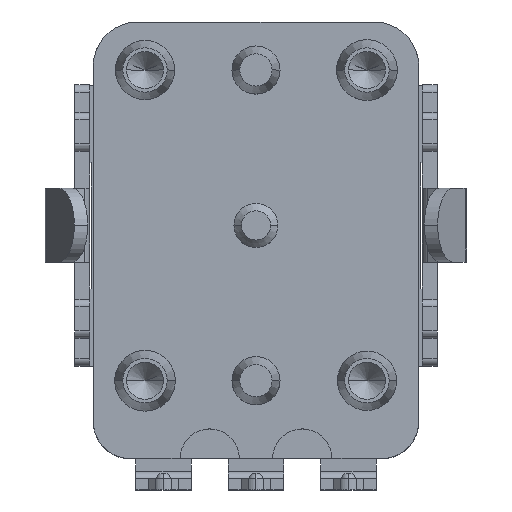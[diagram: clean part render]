
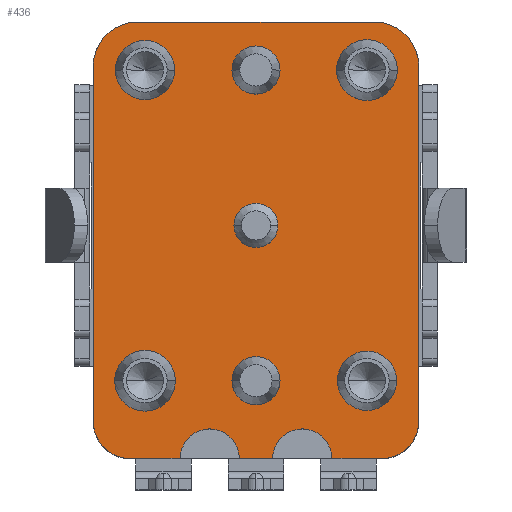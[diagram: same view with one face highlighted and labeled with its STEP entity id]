
A CAD part, top view. The second image highlights one B-rep face of the part: STEP entity #436.
In plain terms, the highlighted planar face has unit normal (0, 0, 1).
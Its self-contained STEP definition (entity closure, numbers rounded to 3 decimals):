
#436=ADVANCED_FACE('NONE',(#1045,#1046,#1047,#1048,#1049,#1050,#1051,#1052),#1053,.T.);
#1045=FACE_OUTER_BOUND('',#1843,.T.);
#1046=FACE_BOUND('',#1844,.T.);
#1047=FACE_BOUND('',#1845,.T.);
#1048=FACE_BOUND('',#1846,.T.);
#1049=FACE_BOUND('',#1847,.T.);
#1050=FACE_BOUND('',#1848,.T.);
#1051=FACE_BOUND('',#1849,.T.);
#1052=FACE_BOUND('',#1850,.T.);
#1053=PLANE('',#1851);
#1843=EDGE_LOOP('',(#3034,#3035,#3036,#3037,#3038,#3039,#3040,#3041,#3042,#3043,#3044,#3045));
#1844=EDGE_LOOP('',(#3046,#3047));
#1845=EDGE_LOOP('',(#3048,#3049));
#1846=EDGE_LOOP('',(#3050,#3051));
#1847=EDGE_LOOP('',(#3052,#3053));
#1848=EDGE_LOOP('',(#3054,#3055));
#1849=EDGE_LOOP('',(#3056,#3057));
#1850=EDGE_LOOP('',(#3058,#3059));
#1851=AXIS2_PLACEMENT_3D('',#3060,#3061,#3062);
#3034=ORIENTED_EDGE('',*,*,#5101,.F.);
#3035=ORIENTED_EDGE('',*,*,#5086,.T.);
#3036=ORIENTED_EDGE('',*,*,#5102,.T.);
#3037=ORIENTED_EDGE('',*,*,#5103,.T.);
#3038=ORIENTED_EDGE('',*,*,#5104,.T.);
#3039=ORIENTED_EDGE('',*,*,#5105,.T.);
#3040=ORIENTED_EDGE('',*,*,#5106,.T.);
#3041=ORIENTED_EDGE('',*,*,#5107,.T.);
#3042=ORIENTED_EDGE('',*,*,#5108,.T.);
#3043=ORIENTED_EDGE('',*,*,#5080,.T.);
#3044=ORIENTED_EDGE('',*,*,#5109,.F.);
#3045=ORIENTED_EDGE('',*,*,#5076,.T.);
#3046=ORIENTED_EDGE('',*,*,#5014,.F.);
#3047=ORIENTED_EDGE('',*,*,#4872,.F.);
#3048=ORIENTED_EDGE('',*,*,#5009,.F.);
#3049=ORIENTED_EDGE('',*,*,#4881,.F.);
#3050=ORIENTED_EDGE('',*,*,#5020,.F.);
#3051=ORIENTED_EDGE('',*,*,#4860,.F.);
#3052=ORIENTED_EDGE('',*,*,#5033,.F.);
#3053=ORIENTED_EDGE('',*,*,#4837,.F.);
#3054=ORIENTED_EDGE('',*,*,#5028,.F.);
#3055=ORIENTED_EDGE('',*,*,#4846,.F.);
#3056=ORIENTED_EDGE('',*,*,#5039,.F.);
#3057=ORIENTED_EDGE('',*,*,#4825,.F.);
#3058=ORIENTED_EDGE('',*,*,#4921,.T.);
#3059=ORIENTED_EDGE('',*,*,#4974,.T.);
#3060=CARTESIAN_POINT('',(-3.2,4.3,4.48));
#3061=DIRECTION('',(0.0,0.0,1.0));
#3062=DIRECTION('',(1.0,0.0,0.0));
#4825=EDGE_CURVE('NONE',#5796,#5794,#5798,.T.);
#4837=EDGE_CURVE('NONE',#5816,#5818,#5819,.T.);
#4846=EDGE_CURVE('NONE',#5831,#5833,#5834,.T.);
#4860=EDGE_CURVE('NONE',#5855,#5853,#5857,.T.);
#4872=EDGE_CURVE('NONE',#5875,#5877,#5878,.T.);
#4881=EDGE_CURVE('NONE',#5890,#5892,#5893,.T.);
#4921=EDGE_CURVE('NONE',#5959,#5961,#5963,.T.);
#4974=EDGE_CURVE('NONE',#5961,#5959,#6042,.T.);
#5009=EDGE_CURVE('NONE',#5892,#5890,#6087,.T.);
#5014=EDGE_CURVE('NONE',#5877,#5875,#6092,.T.);
#5020=EDGE_CURVE('NONE',#5853,#5855,#6098,.T.);
#5028=EDGE_CURVE('NONE',#5833,#5831,#6106,.T.);
#5033=EDGE_CURVE('NONE',#5818,#5816,#6111,.T.);
#5039=EDGE_CURVE('NONE',#5794,#5796,#6117,.T.);
#5076=EDGE_CURVE('NONE',#6181,#6179,#6182,.T.);
#5080=EDGE_CURVE('NONE',#6189,#6187,#6190,.T.);
#5086=EDGE_CURVE('NONE',#6199,#6197,#6200,.T.);
#5101=EDGE_CURVE('NONE',#6199,#6179,#6227,.T.);
#5102=EDGE_CURVE('NONE',#6197,#6228,#6229,.T.);
#5103=EDGE_CURVE('NONE',#6228,#6230,#6231,.T.);
#5104=EDGE_CURVE('NONE',#6230,#6232,#6233,.T.);
#5105=EDGE_CURVE('NONE',#6232,#6234,#6235,.T.);
#5106=EDGE_CURVE('NONE',#6234,#6236,#6237,.T.);
#5107=EDGE_CURVE('NONE',#6236,#6238,#6239,.T.);
#5108=EDGE_CURVE('NONE',#6238,#6189,#6240,.T.);
#5109=EDGE_CURVE('NONE',#6181,#6187,#6241,.T.);
#5794=VERTEX_POINT('NONE',#7184);
#5796=VERTEX_POINT('',#7187);
#5798=CIRCLE('',#7190,0.82);
#5816=VERTEX_POINT('',#7212);
#5818=VERTEX_POINT('NONE',#7215);
#5819=CIRCLE('',#7216,0.8);
#5831=VERTEX_POINT('',#7231);
#5833=VERTEX_POINT('NONE',#7234);
#5834=CIRCLE('',#7235,0.65);
#5853=VERTEX_POINT('NONE',#7259);
#5855=VERTEX_POINT('',#7262);
#5857=CIRCLE('',#7265,0.82);
#5875=VERTEX_POINT('',#7287);
#5877=VERTEX_POINT('NONE',#7290);
#5878=CIRCLE('',#7291,0.8);
#5890=VERTEX_POINT('',#7306);
#5892=VERTEX_POINT('NONE',#7309);
#5893=CIRCLE('',#7310,0.65);
#5959=VERTEX_POINT('NONE',#7391);
#5961=VERTEX_POINT('',#7394);
#5963=CIRCLE('',#7397,0.595);
#6042=CIRCLE('',#7494,0.595);
#6087=CIRCLE('',#7550,0.65);
#6092=CIRCLE('',#7555,0.8);
#6098=CIRCLE('',#7561,0.82);
#6106=CIRCLE('',#7569,0.65);
#6111=CIRCLE('',#7574,0.8);
#6117=CIRCLE('',#7580,0.82);
#6179=VERTEX_POINT('NONE',#7659);
#6181=VERTEX_POINT('NONE',#7662);
#6182=LINE('',#7663,#7664);
#6187=VERTEX_POINT('NONE',#7671);
#6189=VERTEX_POINT('NONE',#7674);
#6190=LINE('',#7675,#7676);
#6197=VERTEX_POINT('NONE',#7687);
#6199=VERTEX_POINT('NONE',#7690);
#6200=LINE('',#7691,#7692);
#6227=CIRCLE('',#7732,0.8);
#6228=VERTEX_POINT('NONE',#7733);
#6229=CIRCLE('',#7734,1.0);
#6230=VERTEX_POINT('NONE',#7735);
#6231=LINE('',#7736,#7737);
#6232=VERTEX_POINT('NONE',#7738);
#6233=CIRCLE('',#7739,1.2);
#6234=VERTEX_POINT('NONE',#7740);
#6235=LINE('',#7741,#7742);
#6236=VERTEX_POINT('NONE',#7743);
#6237=CIRCLE('',#7744,1.2);
#6238=VERTEX_POINT('NONE',#7745);
#6239=LINE('',#7746,#7747);
#6240=CIRCLE('',#7748,1.0);
#6241=CIRCLE('',#7749,0.8);
#7184=CARTESIAN_POINT('',(2.18,4.2,4.48));
#7187=CARTESIAN_POINT('',(3.82,4.2,4.48));
#7190=AXIS2_PLACEMENT_3D('',#9072,#9073,#9074);
#7212=CARTESIAN_POINT('',(-2.2,4.2,4.48));
#7215=CARTESIAN_POINT('',(-3.8,4.2,4.48));
#7216=AXIS2_PLACEMENT_3D('',#9089,#9090,#9091);
#7231=CARTESIAN_POINT('',(0.65,4.2,4.48));
#7234=CARTESIAN_POINT('',(-0.65,4.2,4.48));
#7235=AXIS2_PLACEMENT_3D('',#9102,#9103,#9104);
#7259=CARTESIAN_POINT('',(-2.18,-4.2,4.48));
#7262=CARTESIAN_POINT('',(-3.82,-4.2,4.48));
#7265=AXIS2_PLACEMENT_3D('',#9121,#9122,#9123);
#7287=CARTESIAN_POINT('',(2.2,-4.2,4.48));
#7290=CARTESIAN_POINT('',(3.8,-4.2,4.48));
#7291=AXIS2_PLACEMENT_3D('',#9138,#9139,#9140);
#7306=CARTESIAN_POINT('',(-0.65,-4.2,4.48));
#7309=CARTESIAN_POINT('',(0.65,-4.2,4.48));
#7310=AXIS2_PLACEMENT_3D('',#9151,#9152,#9153);
#7391=CARTESIAN_POINT('',(0.595,0.,4.48));
#7394=CARTESIAN_POINT('',(-0.595,0.,4.48));
#7397=AXIS2_PLACEMENT_3D('',#9213,#9214,#9215);
#7494=AXIS2_PLACEMENT_3D('',#9294,#9295,#9296);
#7550=AXIS2_PLACEMENT_3D('',#9358,#9359,#9360);
#7555=AXIS2_PLACEMENT_3D('',#9367,#9368,#9369);
#7561=AXIS2_PLACEMENT_3D('',#9376,#9377,#9378);
#7569=AXIS2_PLACEMENT_3D('',#9391,#9392,#9393);
#7574=AXIS2_PLACEMENT_3D('',#9400,#9401,#9402);
#7580=AXIS2_PLACEMENT_3D('',#9409,#9410,#9411);
#7659=CARTESIAN_POINT('',(0.45,-6.3,4.48));
#7662=CARTESIAN_POINT('',(-0.45,-6.3,4.48));
#7663=CARTESIAN_POINT('',(-3.4,-6.3,4.48));
#7664=VECTOR('',#9463,1000.0);
#7671=CARTESIAN_POINT('',(-2.05,-6.3,4.48));
#7674=CARTESIAN_POINT('',(-3.4,-6.3,4.48));
#7675=CARTESIAN_POINT('',(-3.4,-6.3,4.48));
#7676=VECTOR('',#9467,1000.0);
#7687=CARTESIAN_POINT('',(3.4,-6.3,4.48));
#7690=CARTESIAN_POINT('',(2.05,-6.3,4.48));
#7691=CARTESIAN_POINT('',(-3.4,-6.3,4.48));
#7692=VECTOR('',#9473,1000.0);
#7732=AXIS2_PLACEMENT_3D('',#9487,#9488,#9489);
#7733=CARTESIAN_POINT('',(4.4,-5.3,4.48));
#7734=AXIS2_PLACEMENT_3D('',#9490,#9491,#9492);
#7735=CARTESIAN_POINT('',(4.4,4.3,4.48));
#7736=CARTESIAN_POINT('',(4.4,4.3,4.48));
#7737=VECTOR('',#9493,1000.0);
#7738=CARTESIAN_POINT('',(3.2,5.5,4.48));
#7739=AXIS2_PLACEMENT_3D('',#9494,#9495,#9496);
#7740=CARTESIAN_POINT('',(-3.2,5.5,4.48));
#7741=CARTESIAN_POINT('',(-3.2,5.5,4.48));
#7742=VECTOR('',#9497,1000.0);
#7743=CARTESIAN_POINT('',(-4.4,4.3,4.48));
#7744=AXIS2_PLACEMENT_3D('',#9498,#9499,#9500);
#7745=CARTESIAN_POINT('',(-4.4,-5.3,4.48));
#7746=CARTESIAN_POINT('',(-4.4,4.3,4.48));
#7747=VECTOR('',#9501,1000.0);
#7748=AXIS2_PLACEMENT_3D('',#9502,#9503,#9504);
#7749=AXIS2_PLACEMENT_3D('',#9505,#9506,#9507);
#9072=CARTESIAN_POINT('',(3.0,4.2,4.48));
#9073=DIRECTION('',(0.0,0.0,1.0));
#9074=DIRECTION('',(1.0,0.0,0.0));
#9089=CARTESIAN_POINT('',(-3.0,4.2,4.48));
#9090=DIRECTION('',(0.0,-0.0,1.0));
#9091=DIRECTION('',(1.0,0.0,0.0));
#9102=CARTESIAN_POINT('',(0.0,4.2,4.48));
#9103=DIRECTION('',(0.0,-0.0,1.0));
#9104=DIRECTION('',(1.0,0.0,0.0));
#9121=CARTESIAN_POINT('',(-3.,-4.2,4.48));
#9122=DIRECTION('',(0.0,0.0,1.0));
#9123=DIRECTION('',(1.0,0.0,0.0));
#9138=CARTESIAN_POINT('',(3.,-4.2,4.48));
#9139=DIRECTION('',(0.,0.,1.0));
#9140=DIRECTION('',(-1.0,0.,0.0));
#9151=CARTESIAN_POINT('',(0.,-4.2,4.48));
#9152=DIRECTION('',(0.0,0.0,1.0));
#9153=DIRECTION('',(-1.0,0.,0.0));
#9213=CARTESIAN_POINT('',(0.,0.,4.48));
#9214=DIRECTION('',(0.,0.0,-1.0));
#9215=DIRECTION('',(0.0,-1.0,0.0));
#9294=CARTESIAN_POINT('',(0.,0.,4.48));
#9295=DIRECTION('',(0.,0.0,-1.0));
#9296=DIRECTION('',(0.0,-1.0,0.0));
#9358=CARTESIAN_POINT('',(0.,-4.2,4.48));
#9359=DIRECTION('',(0.0,0.0,1.0));
#9360=DIRECTION('',(-1.0,0.,0.0));
#9367=CARTESIAN_POINT('',(3.,-4.2,4.48));
#9368=DIRECTION('',(0.,0.,1.0));
#9369=DIRECTION('',(-1.0,0.,0.0));
#9376=CARTESIAN_POINT('',(-3.,-4.2,4.48));
#9377=DIRECTION('',(0.0,0.0,1.0));
#9378=DIRECTION('',(1.0,0.0,0.0));
#9391=CARTESIAN_POINT('',(0.0,4.2,4.48));
#9392=DIRECTION('',(0.0,-0.0,1.0));
#9393=DIRECTION('',(1.0,0.0,0.0));
#9400=CARTESIAN_POINT('',(-3.0,4.2,4.48));
#9401=DIRECTION('',(0.0,-0.0,1.0));
#9402=DIRECTION('',(1.0,0.0,0.0));
#9409=CARTESIAN_POINT('',(3.0,4.2,4.48));
#9410=DIRECTION('',(0.0,0.0,1.0));
#9411=DIRECTION('',(1.0,0.0,0.0));
#9463=DIRECTION('',(1.0,0.,0.0));
#9467=DIRECTION('',(1.0,0.,0.0));
#9473=DIRECTION('',(1.0,0.,0.0));
#9487=CARTESIAN_POINT('',(1.25,-6.3,4.48));
#9488=DIRECTION('',(0.0,0.0,1.0));
#9489=DIRECTION('',(-1.0,0.0,0.0));
#9490=CARTESIAN_POINT('',(3.4,-5.3,4.48));
#9491=DIRECTION('',(0.0,0.0,1.0));
#9492=DIRECTION('',(1.0,0.0,0.0));
#9493=DIRECTION('',(0.,1.0,-0.0));
#9494=CARTESIAN_POINT('',(3.2,4.3,4.48));
#9495=DIRECTION('',(0.0,0.0,1.0));
#9496=DIRECTION('',(-1.0,0.0,0.0));
#9497=DIRECTION('',(-1.0,0.,-0.0));
#9498=CARTESIAN_POINT('',(-3.2,4.3,4.48));
#9499=DIRECTION('',(0.0,0.0,1.0));
#9500=DIRECTION('',(1.0,0.0,0.0));
#9501=DIRECTION('',(0.0,-1.0,0.0));
#9502=CARTESIAN_POINT('',(-3.4,-5.3,4.48));
#9503=DIRECTION('',(0.0,0.0,1.0));
#9504=DIRECTION('',(1.0,0.0,0.0));
#9505=CARTESIAN_POINT('',(-1.25,-6.3,4.48));
#9506=DIRECTION('',(0.0,0.0,1.0));
#9507=DIRECTION('',(-1.0,0.0,0.0));
